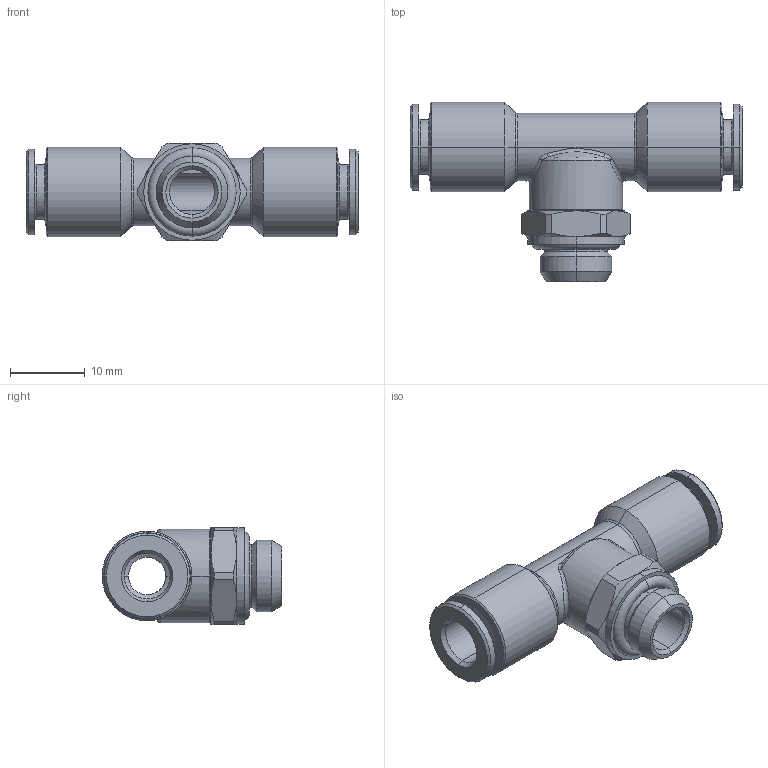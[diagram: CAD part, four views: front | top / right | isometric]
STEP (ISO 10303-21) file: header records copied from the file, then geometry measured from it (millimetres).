
FILE_DESCRIPTION (( 'STEP AP203' ), '1' );
FILE_NAME ('A0110031.STEP', '2009-03-10T07:44:19', ( 'UT1' ), ( 'sopra-pneumatic' ), 'SwSTEP 2.0', 'SolidWorks 2009', '' );
FILE_SCHEMA (( 'CONFIG_CONTROL_DESIGN' ));
Length unit declared in the file: millimetre
Products named in the file (1): A0110031
Bounding box: 44.4 x 24 x 13 mm (x, y, z)
Volume: 3892.7 mm3; surface area: 3587.7 mm2
Topology: 1 solids, 1 shells, 113 faces, 258 edges, 154 vertices
Faces by surface type: cone 42, cylinder 37, plane 18, torus 8, bspline 8
Entity records: 3823 total; most frequent: CARTESIAN_POINT 1192, DIRECTION 570, ORIENTED_EDGE 516, EDGE_CURVE 258, AXIS2_PLACEMENT_3D 242, VERTEX_POINT 154, CIRCLE 136, EDGE_LOOP 124
